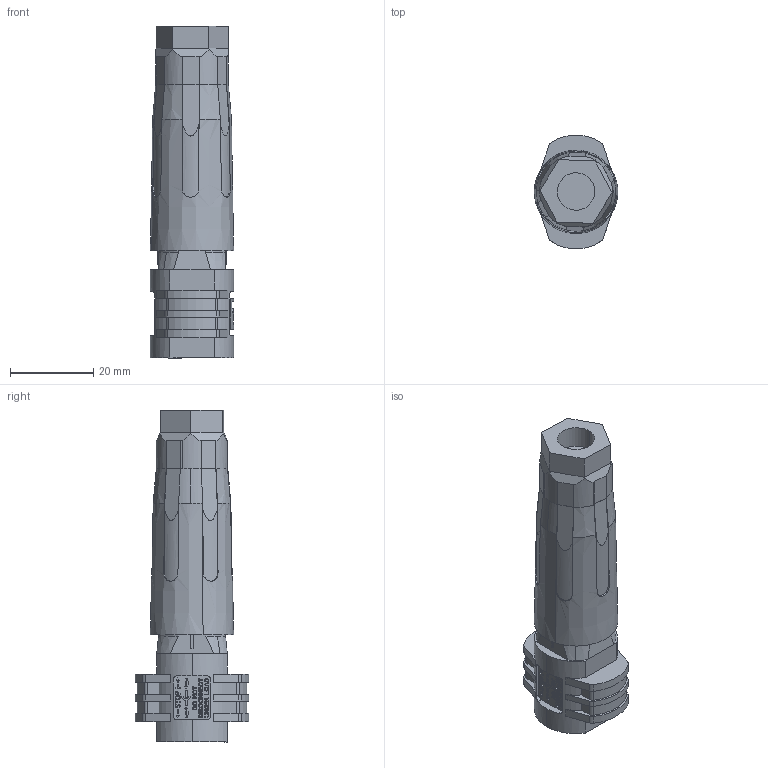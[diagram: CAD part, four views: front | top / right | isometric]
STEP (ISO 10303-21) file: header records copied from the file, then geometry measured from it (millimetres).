
FILE_DESCRIPTION(/* description */ ('Alibre Inc.'),/* implementation_level */ '2;1');
FILE_NAME(/* name */ 'export-1242BE43-B4C3-48A3-BEEC-16C229EB2522',/* time_stamp */ '2022-08-04T17:30:51+02:00',/* author */ (''),/* organization */ (''),/* preprocessor_version */ 'ST-DEVELOPER v17',/* originating_system */ 'Alibre',/* authorisation */ '');
FILE_SCHEMA (('AUTOMOTIVE_DESIGN'));
Length unit declared in the file: millimetre
Products named in the file (2): PV-C4M-S_2.5-6; PV-C4M_S_2.5_6_minus
Bounding box: 20.02 x 27.32 x 79.76 mm (x, y, z)
Volume: 21212.1 mm3; surface area: 7197.4 mm2
Topology: 1 solids, 1 shells, 1244 faces, 3547 edges, 2358 vertices
Faces by surface type: plane 1119, cylinder 94, bspline 17, cone 14
Entity records: 41039 total; most frequent: CARTESIAN_POINT 9893, ORIENTED_EDGE 7094, DIRECTION 4929, EDGE_CURVE 3547, VECTOR 3174, LINE 3174, VERTEX_POINT 2358, AXIS2_PLACEMENT_3D 1435
